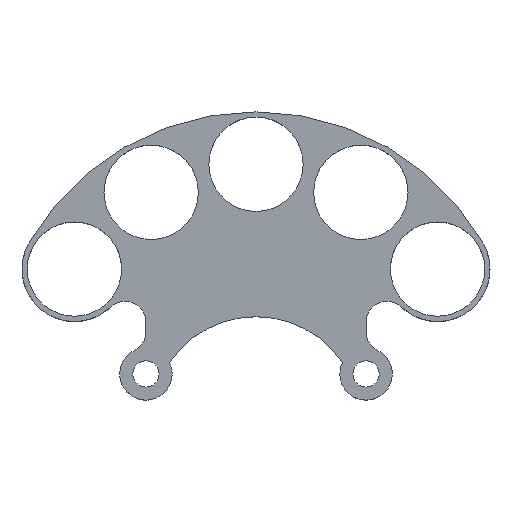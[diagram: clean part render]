
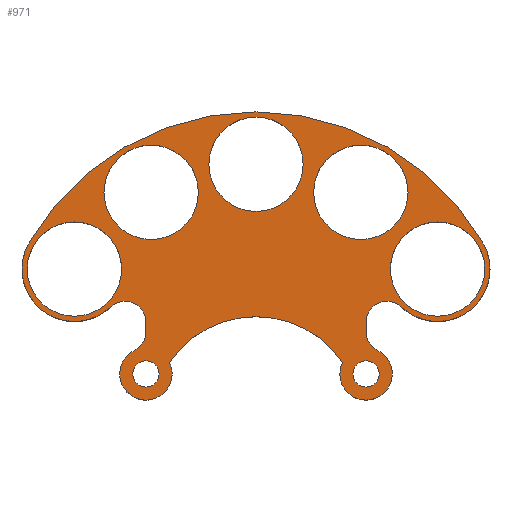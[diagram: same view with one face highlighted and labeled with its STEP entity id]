
A CAD part, top view. The second image highlights one B-rep face of the part: STEP entity #971.
In plain terms, the highlighted planar face has unit normal (0, 0, 1).
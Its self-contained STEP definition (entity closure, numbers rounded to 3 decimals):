
#63=CARTESIAN_POINT('Vertex',(21.651,12.5,2.)) ;
#77=CARTESIAN_POINT('Vertex',(-21.651,12.5,2.)) ;
#80=CARTESIAN_POINT('Axis2P3D Location',(0.,0.,2.)) ;
#218=CARTESIAN_POINT('Axis2P3D Location',(17.321,10.,2.)) ;
#222=CARTESIAN_POINT('Vertex',(12.821,10.,2.)) ;
#224=CARTESIAN_POINT('Vertex',(21.821,10.,2.)) ;
#244=CARTESIAN_POINT('Axis2P3D Location',(17.321,10.,2.)) ;
#261=CARTESIAN_POINT('Axis2P3D Location',(10.,17.321,2.)) ;
#265=CARTESIAN_POINT('Vertex',(5.5,17.321,2.)) ;
#267=CARTESIAN_POINT('Vertex',(14.5,17.321,2.)) ;
#287=CARTESIAN_POINT('Axis2P3D Location',(10.,17.321,2.)) ;
#304=CARTESIAN_POINT('Axis2P3D Location',(0.,20.,2.)) ;
#308=CARTESIAN_POINT('Vertex',(-4.5,20.,2.)) ;
#310=CARTESIAN_POINT('Vertex',(4.5,20.,2.)) ;
#330=CARTESIAN_POINT('Axis2P3D Location',(0.,20.,2.)) ;
#347=CARTESIAN_POINT('Axis2P3D Location',(-10.,17.321,2.)) ;
#351=CARTESIAN_POINT('Vertex',(-14.5,17.321,2.)) ;
#353=CARTESIAN_POINT('Vertex',(-5.5,17.321,2.)) ;
#373=CARTESIAN_POINT('Axis2P3D Location',(-10.,17.321,2.)) ;
#390=CARTESIAN_POINT('Axis2P3D Location',(-17.321,10.,2.)) ;
#394=CARTESIAN_POINT('Vertex',(-21.821,10.,2.)) ;
#396=CARTESIAN_POINT('Vertex',(-12.821,10.,2.)) ;
#416=CARTESIAN_POINT('Axis2P3D Location',(-17.321,10.,2.)) ;
#439=CARTESIAN_POINT('Vertex',(-8.,0.,2.)) ;
#453=CARTESIAN_POINT('Vertex',(-8.255,1.1,2.)) ;
#456=CARTESIAN_POINT('Axis2P3D Location',(-10.5,0.,2.)) ;
#484=CARTESIAN_POINT('Vertex',(8.255,1.1,2.)) ;
#487=CARTESIAN_POINT('Axis2P3D Location',(0.,-4.543,2.)) ;
#515=CARTESIAN_POINT('Vertex',(13.,0.,2.)) ;
#518=CARTESIAN_POINT('Axis2P3D Location',(10.5,0.,2.)) ;
#535=CARTESIAN_POINT('Axis2P3D Location',(10.5,0.,2.)) ;
#539=CARTESIAN_POINT('Vertex',(9.25,0.,2.)) ;
#541=CARTESIAN_POINT('Vertex',(11.75,0.,2.)) ;
#570=CARTESIAN_POINT('Axis2P3D Location',(10.5,0.,2.)) ;
#592=CARTESIAN_POINT('Axis2P3D Location',(-10.5,0.,2.)) ;
#596=CARTESIAN_POINT('Vertex',(-11.75,0.,2.)) ;
#598=CARTESIAN_POINT('Vertex',(-9.25,0.,2.)) ;
#627=CARTESIAN_POINT('Axis2P3D Location',(-10.5,0.,2.)) ;
#649=CARTESIAN_POINT('Axis2P3D Location',(-17.321,10.,2.)) ;
#653=CARTESIAN_POINT('Vertex',(-13.877,6.375,2.)) ;
#693=CARTESIAN_POINT('Vertex',(-10.5,4.924,2.)) ;
#698=CARTESIAN_POINT('Axis2P3D Location',(-12.5,4.924,2.)) ;
#727=CARTESIAN_POINT('Axis2P3D Location',(17.321,10.,2.)) ;
#731=CARTESIAN_POINT('Vertex',(13.877,6.375,2.)) ;
#793=CARTESIAN_POINT('Axis2P3D Location',(12.5,4.924,2.)) ;
#797=CARTESIAN_POINT('Vertex',(10.5,4.924,2.)) ;
#831=CARTESIAN_POINT('Axis2P3D Location',(-10.5,0.,2.)) ;
#835=CARTESIAN_POINT('Vertex',(-11.611,2.24,2.)) ;
#859=CARTESIAN_POINT('Vertex',(-10.5,4.031,2.)) ;
#864=CARTESIAN_POINT('Line Origine',(-10.5,4.478,2.)) ;
#886=CARTESIAN_POINT('Axis2P3D Location',(-12.5,4.031,2.)) ;
#903=CARTESIAN_POINT('Axis2P3D Location',(0.,0.,2.)) ;
#908=CARTESIAN_POINT('Axis2P3D Location',(12.5,4.031,2.)) ;
#912=CARTESIAN_POINT('Vertex',(11.611,2.24,2.)) ;
#914=CARTESIAN_POINT('Vertex',(10.5,4.031,2.)) ;
#917=CARTESIAN_POINT('Line Origine',(10.5,4.478,2.)) ;
#922=CARTESIAN_POINT('Axis2P3D Location',(10.5,0.,2.)) ;
#81=DIRECTION('Axis2P3D Direction',(0.,0.,1.)) ;
#219=DIRECTION('Axis2P3D Direction',(0.,0.,1.)) ;
#245=DIRECTION('Axis2P3D Direction',(0.,0.,1.)) ;
#262=DIRECTION('Axis2P3D Direction',(0.,0.,1.)) ;
#288=DIRECTION('Axis2P3D Direction',(0.,0.,1.)) ;
#305=DIRECTION('Axis2P3D Direction',(0.,0.,1.)) ;
#331=DIRECTION('Axis2P3D Direction',(0.,0.,1.)) ;
#348=DIRECTION('Axis2P3D Direction',(0.,0.,1.)) ;
#374=DIRECTION('Axis2P3D Direction',(0.,0.,1.)) ;
#391=DIRECTION('Axis2P3D Direction',(0.,0.,1.)) ;
#417=DIRECTION('Axis2P3D Direction',(0.,0.,1.)) ;
#457=DIRECTION('Axis2P3D Direction',(0.,0.,1.)) ;
#488=DIRECTION('Axis2P3D Direction',(0.,0.,1.)) ;
#519=DIRECTION('Axis2P3D Direction',(0.,0.,1.)) ;
#536=DIRECTION('Axis2P3D Direction',(0.,0.,1.)) ;
#571=DIRECTION('Axis2P3D Direction',(0.,0.,1.)) ;
#593=DIRECTION('Axis2P3D Direction',(0.,0.,1.)) ;
#628=DIRECTION('Axis2P3D Direction',(0.,0.,1.)) ;
#650=DIRECTION('Axis2P3D Direction',(0.,0.,1.)) ;
#699=DIRECTION('Axis2P3D Direction',(0.,0.,-1.)) ;
#728=DIRECTION('Axis2P3D Direction',(0.,0.,1.)) ;
#794=DIRECTION('Axis2P3D Direction',(0.,0.,-1.)) ;
#832=DIRECTION('Axis2P3D Direction',(0.,0.,1.)) ;
#865=DIRECTION('Vector Direction',(0.,1.,0.)) ;
#887=DIRECTION('Axis2P3D Direction',(0.,0.,-1.)) ;
#904=DIRECTION('Axis2P3D Direction',(0.,0.,1.)) ;
#905=DIRECTION('Axis2P3D XDirection',(1.,0.,0.)) ;
#909=DIRECTION('Axis2P3D Direction',(0.,0.,1.)) ;
#918=DIRECTION('Vector Direction',(0.,-1.,0.)) ;
#923=DIRECTION('Axis2P3D Direction',(0.,0.,1.)) ;
#82=AXIS2_PLACEMENT_3D('Circle Axis2P3D',#80,#81,$) ;
#220=AXIS2_PLACEMENT_3D('Circle Axis2P3D',#218,#219,$) ;
#246=AXIS2_PLACEMENT_3D('Circle Axis2P3D',#244,#245,$) ;
#263=AXIS2_PLACEMENT_3D('Circle Axis2P3D',#261,#262,$) ;
#289=AXIS2_PLACEMENT_3D('Circle Axis2P3D',#287,#288,$) ;
#306=AXIS2_PLACEMENT_3D('Circle Axis2P3D',#304,#305,$) ;
#332=AXIS2_PLACEMENT_3D('Circle Axis2P3D',#330,#331,$) ;
#349=AXIS2_PLACEMENT_3D('Circle Axis2P3D',#347,#348,$) ;
#375=AXIS2_PLACEMENT_3D('Circle Axis2P3D',#373,#374,$) ;
#392=AXIS2_PLACEMENT_3D('Circle Axis2P3D',#390,#391,$) ;
#418=AXIS2_PLACEMENT_3D('Circle Axis2P3D',#416,#417,$) ;
#458=AXIS2_PLACEMENT_3D('Circle Axis2P3D',#456,#457,$) ;
#489=AXIS2_PLACEMENT_3D('Circle Axis2P3D',#487,#488,$) ;
#520=AXIS2_PLACEMENT_3D('Circle Axis2P3D',#518,#519,$) ;
#537=AXIS2_PLACEMENT_3D('Circle Axis2P3D',#535,#536,$) ;
#572=AXIS2_PLACEMENT_3D('Circle Axis2P3D',#570,#571,$) ;
#594=AXIS2_PLACEMENT_3D('Circle Axis2P3D',#592,#593,$) ;
#629=AXIS2_PLACEMENT_3D('Circle Axis2P3D',#627,#628,$) ;
#651=AXIS2_PLACEMENT_3D('Circle Axis2P3D',#649,#650,$) ;
#700=AXIS2_PLACEMENT_3D('Circle Axis2P3D',#698,#699,$) ;
#729=AXIS2_PLACEMENT_3D('Circle Axis2P3D',#727,#728,$) ;
#795=AXIS2_PLACEMENT_3D('Circle Axis2P3D',#793,#794,$) ;
#833=AXIS2_PLACEMENT_3D('Circle Axis2P3D',#831,#832,$) ;
#888=AXIS2_PLACEMENT_3D('Circle Axis2P3D',#886,#887,$) ;
#906=AXIS2_PLACEMENT_3D('Plane Axis2P3D',#903,#904,#905) ;
#910=AXIS2_PLACEMENT_3D('Circle Axis2P3D',#908,#909,$) ;
#924=AXIS2_PLACEMENT_3D('Circle Axis2P3D',#922,#923,$) ;
#928=ORIENTED_EDGE('',*,*,#916,.T.) ;
#929=ORIENTED_EDGE('',*,*,#921,.T.) ;
#930=ORIENTED_EDGE('',*,*,#799,.T.) ;
#931=ORIENTED_EDGE('',*,*,#733,.T.) ;
#932=ORIENTED_EDGE('',*,*,#84,.T.) ;
#933=ORIENTED_EDGE('',*,*,#655,.T.) ;
#934=ORIENTED_EDGE('',*,*,#702,.T.) ;
#935=ORIENTED_EDGE('',*,*,#868,.T.) ;
#936=ORIENTED_EDGE('',*,*,#890,.T.) ;
#937=ORIENTED_EDGE('',*,*,#837,.T.) ;
#938=ORIENTED_EDGE('',*,*,#460,.T.) ;
#939=ORIENTED_EDGE('',*,*,#491,.T.) ;
#940=ORIENTED_EDGE('',*,*,#522,.T.) ;
#941=ORIENTED_EDGE('',*,*,#926,.T.) ;
#944=ORIENTED_EDGE('',*,*,#631,.F.) ;
#945=ORIENTED_EDGE('',*,*,#600,.F.) ;
#948=ORIENTED_EDGE('',*,*,#398,.F.) ;
#949=ORIENTED_EDGE('',*,*,#420,.F.) ;
#952=ORIENTED_EDGE('',*,*,#355,.F.) ;
#953=ORIENTED_EDGE('',*,*,#377,.F.) ;
#956=ORIENTED_EDGE('',*,*,#312,.F.) ;
#957=ORIENTED_EDGE('',*,*,#334,.F.) ;
#960=ORIENTED_EDGE('',*,*,#269,.F.) ;
#961=ORIENTED_EDGE('',*,*,#291,.F.) ;
#964=ORIENTED_EDGE('',*,*,#226,.F.) ;
#965=ORIENTED_EDGE('',*,*,#248,.F.) ;
#968=ORIENTED_EDGE('',*,*,#543,.F.) ;
#969=ORIENTED_EDGE('',*,*,#574,.F.) ;
#946=FACE_BOUND('',#943,.T.) ;
#950=FACE_BOUND('',#947,.T.) ;
#954=FACE_BOUND('',#951,.T.) ;
#958=FACE_BOUND('',#955,.T.) ;
#962=FACE_BOUND('',#959,.T.) ;
#966=FACE_BOUND('',#963,.T.) ;
#970=FACE_BOUND('',#967,.T.) ;
#866=VECTOR('Line Direction',#865,1.) ;
#919=VECTOR('Line Direction',#918,1.) ;
#971=ADVANCED_FACE('Hauptk\X2\00F6\X0\rper',(#942,#946,#950,#954,#958,#962,#966,#970),#907,.T.) ;
#83=CIRCLE('generated circle',#82,25.) ;
#221=CIRCLE('generated circle',#220,4.5) ;
#247=CIRCLE('generated circle',#246,4.5) ;
#264=CIRCLE('generated circle',#263,4.5) ;
#290=CIRCLE('generated circle',#289,4.5) ;
#307=CIRCLE('generated circle',#306,4.5) ;
#333=CIRCLE('generated circle',#332,4.5) ;
#350=CIRCLE('generated circle',#349,4.5) ;
#376=CIRCLE('generated circle',#375,4.5) ;
#393=CIRCLE('generated circle',#392,4.5) ;
#419=CIRCLE('generated circle',#418,4.5) ;
#459=CIRCLE('generated circle',#458,2.5) ;
#490=CIRCLE('generated circle',#489,10.) ;
#521=CIRCLE('generated circle',#520,2.5) ;
#538=CIRCLE('generated circle',#537,1.25) ;
#573=CIRCLE('generated circle',#572,1.25) ;
#595=CIRCLE('generated circle',#594,1.25) ;
#630=CIRCLE('generated circle',#629,1.25) ;
#652=CIRCLE('generated circle',#651,5.) ;
#701=CIRCLE('generated circle',#700,2.) ;
#730=CIRCLE('generated circle',#729,5.) ;
#796=CIRCLE('generated circle',#795,2.) ;
#834=CIRCLE('generated circle',#833,2.5) ;
#889=CIRCLE('generated circle',#888,2.) ;
#911=CIRCLE('generated circle',#910,2.) ;
#925=CIRCLE('generated circle',#924,2.5) ;
#84=EDGE_CURVE('',#64,#78,#83,.T.) ;
#226=EDGE_CURVE('',#223,#225,#221,.T.) ;
#248=EDGE_CURVE('',#225,#223,#247,.T.) ;
#269=EDGE_CURVE('',#266,#268,#264,.T.) ;
#291=EDGE_CURVE('',#268,#266,#290,.T.) ;
#312=EDGE_CURVE('',#309,#311,#307,.T.) ;
#334=EDGE_CURVE('',#311,#309,#333,.T.) ;
#355=EDGE_CURVE('',#352,#354,#350,.T.) ;
#377=EDGE_CURVE('',#354,#352,#376,.T.) ;
#398=EDGE_CURVE('',#395,#397,#393,.T.) ;
#420=EDGE_CURVE('',#397,#395,#419,.T.) ;
#460=EDGE_CURVE('',#440,#454,#459,.T.) ;
#491=EDGE_CURVE('',#454,#485,#490,.F.) ;
#522=EDGE_CURVE('',#485,#516,#521,.T.) ;
#543=EDGE_CURVE('',#540,#542,#538,.T.) ;
#574=EDGE_CURVE('',#542,#540,#573,.T.) ;
#600=EDGE_CURVE('',#597,#599,#595,.T.) ;
#631=EDGE_CURVE('',#599,#597,#630,.T.) ;
#655=EDGE_CURVE('',#78,#654,#652,.T.) ;
#702=EDGE_CURVE('',#654,#694,#701,.T.) ;
#733=EDGE_CURVE('',#732,#64,#730,.T.) ;
#799=EDGE_CURVE('',#798,#732,#796,.T.) ;
#837=EDGE_CURVE('',#836,#440,#834,.T.) ;
#868=EDGE_CURVE('',#694,#860,#867,.F.) ;
#890=EDGE_CURVE('',#860,#836,#889,.T.) ;
#916=EDGE_CURVE('',#913,#915,#911,.F.) ;
#921=EDGE_CURVE('',#915,#798,#920,.F.) ;
#926=EDGE_CURVE('',#516,#913,#925,.T.) ;
#927=EDGE_LOOP('',(#928,#929,#930,#931,#932,#933,#934,#935,#936,#937,#938,#939,#940,#941)) ;
#943=EDGE_LOOP('',(#944,#945)) ;
#947=EDGE_LOOP('',(#948,#949)) ;
#951=EDGE_LOOP('',(#952,#953)) ;
#955=EDGE_LOOP('',(#956,#957)) ;
#959=EDGE_LOOP('',(#960,#961)) ;
#963=EDGE_LOOP('',(#964,#965)) ;
#967=EDGE_LOOP('',(#968,#969)) ;
#942=FACE_OUTER_BOUND('',#927,.T.) ;
#867=LINE('Line',#864,#866) ;
#920=LINE('Line',#917,#919) ;
#907=PLANE('',#906) ;
#64=VERTEX_POINT('',#63) ;
#78=VERTEX_POINT('',#77) ;
#223=VERTEX_POINT('',#222) ;
#225=VERTEX_POINT('',#224) ;
#266=VERTEX_POINT('',#265) ;
#268=VERTEX_POINT('',#267) ;
#309=VERTEX_POINT('',#308) ;
#311=VERTEX_POINT('',#310) ;
#352=VERTEX_POINT('',#351) ;
#354=VERTEX_POINT('',#353) ;
#395=VERTEX_POINT('',#394) ;
#397=VERTEX_POINT('',#396) ;
#440=VERTEX_POINT('',#439) ;
#454=VERTEX_POINT('',#453) ;
#485=VERTEX_POINT('',#484) ;
#516=VERTEX_POINT('',#515) ;
#540=VERTEX_POINT('',#539) ;
#542=VERTEX_POINT('',#541) ;
#597=VERTEX_POINT('',#596) ;
#599=VERTEX_POINT('',#598) ;
#654=VERTEX_POINT('',#653) ;
#694=VERTEX_POINT('',#693) ;
#732=VERTEX_POINT('',#731) ;
#798=VERTEX_POINT('',#797) ;
#836=VERTEX_POINT('',#835) ;
#860=VERTEX_POINT('',#859) ;
#913=VERTEX_POINT('',#912) ;
#915=VERTEX_POINT('',#914) ;
